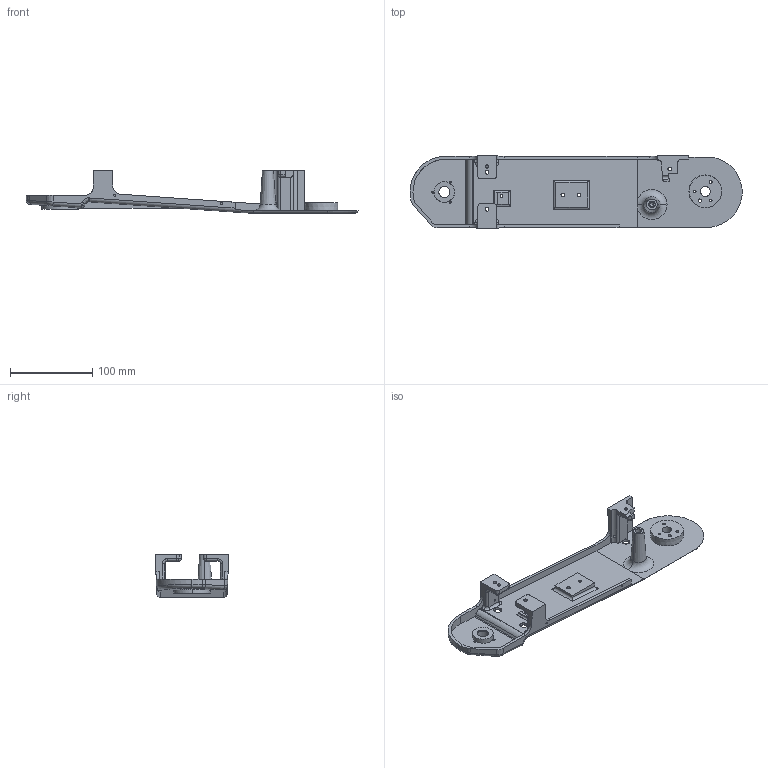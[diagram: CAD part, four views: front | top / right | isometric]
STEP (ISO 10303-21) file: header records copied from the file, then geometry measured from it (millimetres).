
FILE_DESCRIPTION (( 'STEP AP203' ), '1' );
FILE_NAME ('AvtBrasD_Défaut_sldprt.STEP', '2017-12-12T20:31:36', ( '' ), ( '' ), 'SwSTEP 2.0', 'SolidWorks 2016', '' );
FILE_SCHEMA (( 'CONFIG_CONTROL_DESIGN' ));
Length unit declared in the file: millimetre
Products named in the file (1): AvtBrasD_Défaut_sldprt
Bounding box: 403.87 x 89.28 x 52 mm (x, y, z)
Volume: 197718.6 mm3; surface area: 98940.9 mm2
Topology: 1 solids, 1 shells, 237 faces, 647 edges, 408 vertices
Faces by surface type: cylinder 126, plane 72, bspline 19, cone 10, torus 6, sphere 4
Entity records: 8237 total; most frequent: CARTESIAN_POINT 2376, ORIENTED_EDGE 1278, DIRECTION 1153, EDGE_CURVE 639, AXIS2_PLACEMENT_3D 418, VERTEX_POINT 408, LINE 317, VECTOR 317
